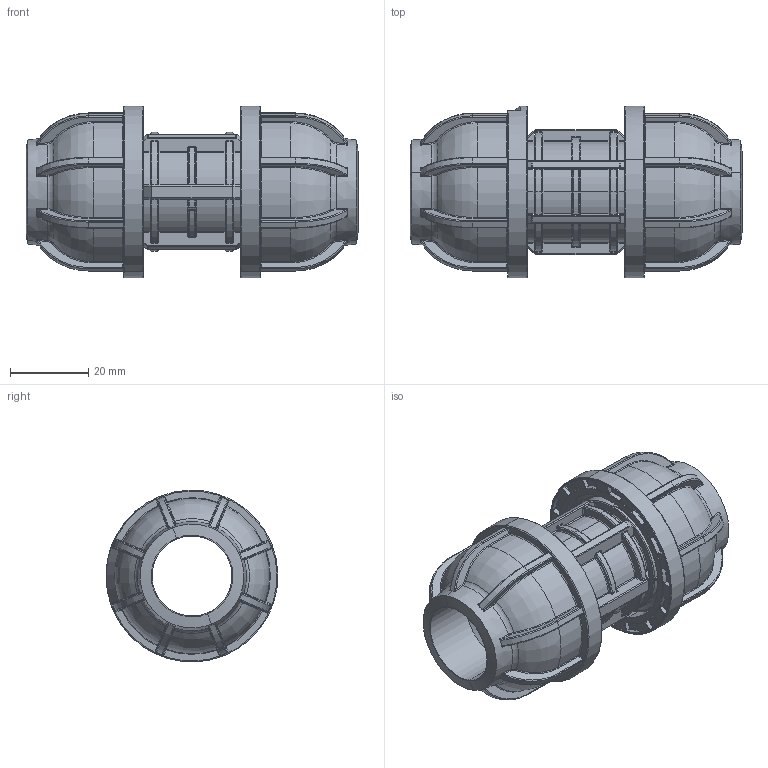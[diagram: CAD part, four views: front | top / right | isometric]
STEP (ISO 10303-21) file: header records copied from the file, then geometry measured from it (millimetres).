
FILE_DESCRIPTION (( 'STEP AP203' ), '1' );
FILE_NAME ('R210.020.020.step', '2013-11-19T09:07:36', ( 'Alusic' ), ( 'Alusic' ), 'SwSTEP 2.0', 'SolidWorks 2011', '' );
FILE_SCHEMA (( 'CONFIG_CONTROL_DESIGN' ));
Length unit declared in the file: millimetre
Products named in the file (1): R210.020.020
Bounding box: 85 x 43.99 x 43.97 mm (x, y, z)
Surface area: 23776.7 mm2 (no closed solid volume)
Topology: 0 solids, 5 shells, 1754 faces, 4952 edges, 2855 vertices
Faces by surface type: cylinder 531, torus 436, bspline 356, plane 227, sphere 122, cone 82
Entity records: 68285 total; most frequent: CARTESIAN_POINT 27057, DIRECTION 8823, ORIENTED_EDGE 8217, EDGE_CURVE 4886, AXIS2_PLACEMENT_3D 3906, VERTEX_POINT 2847, CIRCLE 2507, EDGE_LOOP 1760
